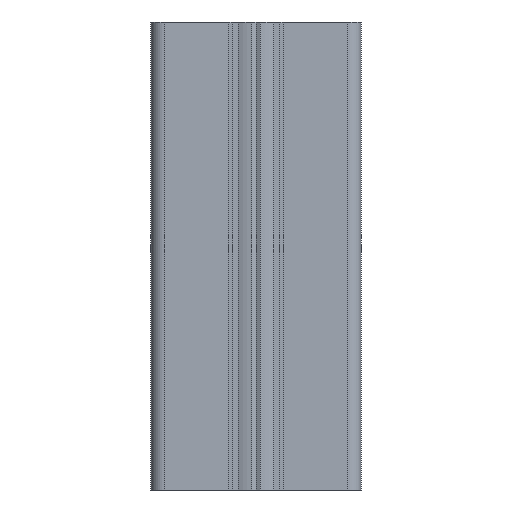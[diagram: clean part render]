
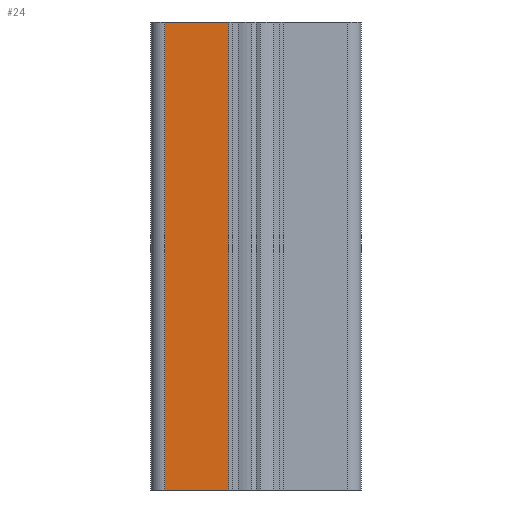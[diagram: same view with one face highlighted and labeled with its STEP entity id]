
A CAD part, left-side view. The second image highlights one B-rep face of the part: STEP entity #24.
In plain terms, the highlighted planar face has unit normal (-1, 0, 0).
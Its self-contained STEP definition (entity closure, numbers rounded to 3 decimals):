
#6 = EDGE_LOOP ( 'NONE', ( #19, #26, #23, #21 ) ) ;
#12 = EDGE_CURVE ( 'NONE', #610, #1792, #1941, .T. ) ;
#19 = ORIENTED_EDGE ( 'NONE', *, *, #1787, .T. ) ;
#21 = ORIENTED_EDGE ( 'NONE', *, *, #12, .T. ) ;
#23 = ORIENTED_EDGE ( 'NONE', *, *, #612, .F. ) ;
#24 = ADVANCED_FACE ( 'NONE', ( #1989 ), #1983, .F. ) ;
#26 = ORIENTED_EDGE ( 'NONE', *, *, #29, .F. ) ;
#29 = EDGE_CURVE ( 'NONE', #611, #1793, #1972, .T. ) ;
#610 = VERTEX_POINT ( 'NONE', #2730 ) ;
#611 = VERTEX_POINT ( 'NONE', #2729 ) ;
#612 = EDGE_CURVE ( 'NONE', #610, #611, #2698, .T. ) ;
#1787 = EDGE_CURVE ( 'NONE', #1792, #1793, #4652, .T. ) ;
#1792 = VERTEX_POINT ( 'NONE', #4643 ) ;
#1793 = VERTEX_POINT ( 'NONE', #4642 ) ;
#1933 = CARTESIAN_POINT ( 'NONE',  ( -22.5, 5.8, 100. ) ) ;
#1935 = DIRECTION ( 'NONE',  ( 0., 0., -1. ) ) ;
#1936 = VECTOR ( 'NONE', #1935, 1000. ) ;
#1937 = CARTESIAN_POINT ( 'NONE',  ( -22.5, 19.5, 100. ) ) ;
#1941 = LINE ( 'NONE', #1937, #1936 ) ;
#1951 = AXIS2_PLACEMENT_3D ( 'NONE', #1933, #1982, #1975 ) ;
#1969 = DIRECTION ( 'NONE',  ( 0., 0., -1. ) ) ;
#1970 = VECTOR ( 'NONE', #1969, 1000. ) ;
#1971 = CARTESIAN_POINT ( 'NONE',  ( -22.5, 5.8, 100. ) ) ;
#1972 = LINE ( 'NONE', #1971, #1970 ) ;
#1975 = DIRECTION ( 'NONE',  ( 0., 0., -1. ) ) ;
#1982 = DIRECTION ( 'NONE',  ( 1., 0., 0. ) ) ;
#1983 = PLANE ( 'NONE',  #1951 ) ;
#1989 = FACE_OUTER_BOUND ( 'NONE', #6, .T. ) ;
#2698 = LINE ( 'NONE', #2716, #2715 ) ;
#2714 = DIRECTION ( 'NONE',  ( 0., -1., 0. ) ) ;
#2715 = VECTOR ( 'NONE', #2714, 1000. ) ;
#2716 = CARTESIAN_POINT ( 'NONE',  ( -22.5, 5.8, 100. ) ) ;
#2729 = CARTESIAN_POINT ( 'NONE',  ( -22.5, 5.8, 100. ) ) ;
#2730 = CARTESIAN_POINT ( 'NONE',  ( -22.5, 19.5, 100. ) ) ;
#4642 = CARTESIAN_POINT ( 'NONE',  ( -22.5, 5.8, 0. ) ) ;
#4643 = CARTESIAN_POINT ( 'NONE',  ( -22.5, 19.5, 0. ) ) ;
#4649 = DIRECTION ( 'NONE',  ( 0., -1., 0. ) ) ;
#4650 = VECTOR ( 'NONE', #4649, 1000. ) ;
#4651 = CARTESIAN_POINT ( 'NONE',  ( -22.5, 5.8, 0. ) ) ;
#4652 = LINE ( 'NONE', #4651, #4650 ) ;
